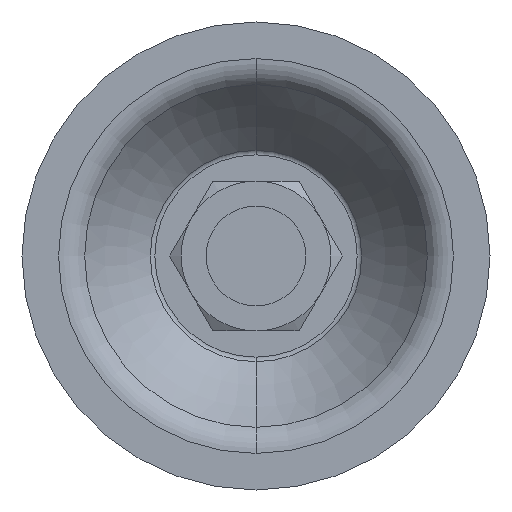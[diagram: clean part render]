
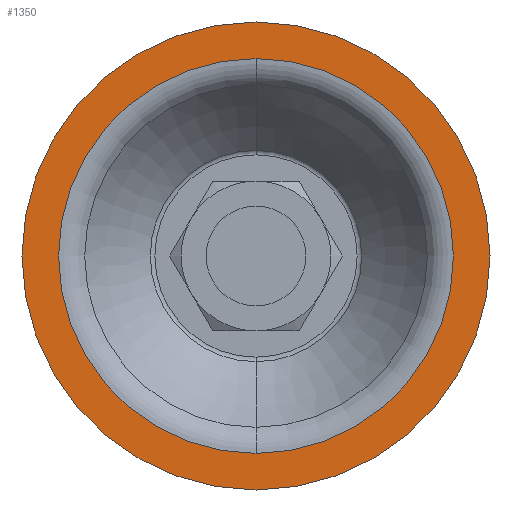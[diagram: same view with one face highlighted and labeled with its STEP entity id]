
A CAD part, front view. The second image highlights one B-rep face of the part: STEP entity #1350.
In plain terms, the highlighted planar face has unit normal (0, -1, 0).
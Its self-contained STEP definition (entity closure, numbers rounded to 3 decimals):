
#85 = CIRCLE ( 'NONE', #1175, 31.641 ) ;
#94 = ORIENTED_EDGE ( 'NONE', *, *, #1397, .T. ) ;
#250 = CIRCLE ( 'NONE', #2323, 31.641 ) ;
#279 = VERTEX_POINT ( 'NONE', #890 ) ;
#315 = VERTEX_POINT ( 'NONE', #844 ) ;
#467 = CARTESIAN_POINT ( 'NONE',  ( 0., -18., 0. ) ) ;
#477 = DIRECTION ( 'NONE',  ( 0., 0., 1. ) ) ;
#590 = DIRECTION ( 'NONE',  ( 0., 1., 0. ) ) ;
#784 = VERTEX_POINT ( 'NONE', #2095 ) ;
#789 = FACE_OUTER_BOUND ( 'NONE', #1201, .T. ) ;
#844 = CARTESIAN_POINT ( 'NONE',  ( 0., -18., 37.5 ) ) ;
#890 = CARTESIAN_POINT ( 'NONE',  ( 0., -18., -31.641 ) ) ;
#895 = CARTESIAN_POINT ( 'NONE',  ( 0., -18., 0. ) ) ;
#945 = DIRECTION ( 'NONE',  ( 0., 1., 0. ) ) ;
#1005 = DIRECTION ( 'NONE',  ( 0., 0., 1. ) ) ;
#1077 = AXIS2_PLACEMENT_3D ( 'NONE', #895, #945, #1005 ) ;
#1175 = AXIS2_PLACEMENT_3D ( 'NONE', #1940, #590, #1947 ) ;
#1201 = EDGE_LOOP ( 'NONE', ( #1737, #1853 ) ) ;
#1217 = DIRECTION ( 'NONE',  ( 0., 1., 0. ) ) ;
#1219 = AXIS2_PLACEMENT_3D ( 'NONE', #1937, #1217, #1242 ) ;
#1242 = DIRECTION ( 'NONE',  ( 0., 0., 1. ) ) ;
#1276 = EDGE_CURVE ( 'NONE', #784, #315, #2107, .T. ) ;
#1297 = CIRCLE ( 'NONE', #1219, 37.5 ) ;
#1331 = FACE_BOUND ( 'NONE', #1596, .T. ) ;
#1350 = ADVANCED_FACE ( 'NONE', ( #1331, #789 ), #2156, .T. ) ;
#1397 = EDGE_CURVE ( 'NONE', #1434, #279, #250, .T. ) ;
#1434 = VERTEX_POINT ( 'NONE', #2379 ) ;
#1519 = DIRECTION ( 'NONE',  ( 0., 1., 0. ) ) ;
#1596 = EDGE_LOOP ( 'NONE', ( #94, #2554 ) ) ;
#1691 = AXIS2_PLACEMENT_3D ( 'NONE', #2124, #1987, #2180 ) ;
#1737 = ORIENTED_EDGE ( 'NONE', *, *, #1744, .F. ) ;
#1744 = EDGE_CURVE ( 'NONE', #315, #784, #1297, .T. ) ;
#1853 = ORIENTED_EDGE ( 'NONE', *, *, #1276, .F. ) ;
#1861 = EDGE_CURVE ( 'NONE', #279, #1434, #85, .T. ) ;
#1937 = CARTESIAN_POINT ( 'NONE',  ( 0., -18., 0. ) ) ;
#1940 = CARTESIAN_POINT ( 'NONE',  ( 0., -18., 0. ) ) ;
#1947 = DIRECTION ( 'NONE',  ( 0., 0., 1. ) ) ;
#1987 = DIRECTION ( 'NONE',  ( 0., -1., 0. ) ) ;
#2095 = CARTESIAN_POINT ( 'NONE',  ( 0., -18., -37.5 ) ) ;
#2107 = CIRCLE ( 'NONE', #1077, 37.5 ) ;
#2124 = CARTESIAN_POINT ( 'NONE',  ( -31.641, -18., 0. ) ) ;
#2156 = PLANE ( 'NONE',  #1691 ) ;
#2180 = DIRECTION ( 'NONE',  ( 0., 0., -1. ) ) ;
#2323 = AXIS2_PLACEMENT_3D ( 'NONE', #467, #1519, #477 ) ;
#2379 = CARTESIAN_POINT ( 'NONE',  ( 0., -18., 31.641 ) ) ;
#2554 = ORIENTED_EDGE ( 'NONE', *, *, #1861, .T. ) ;
